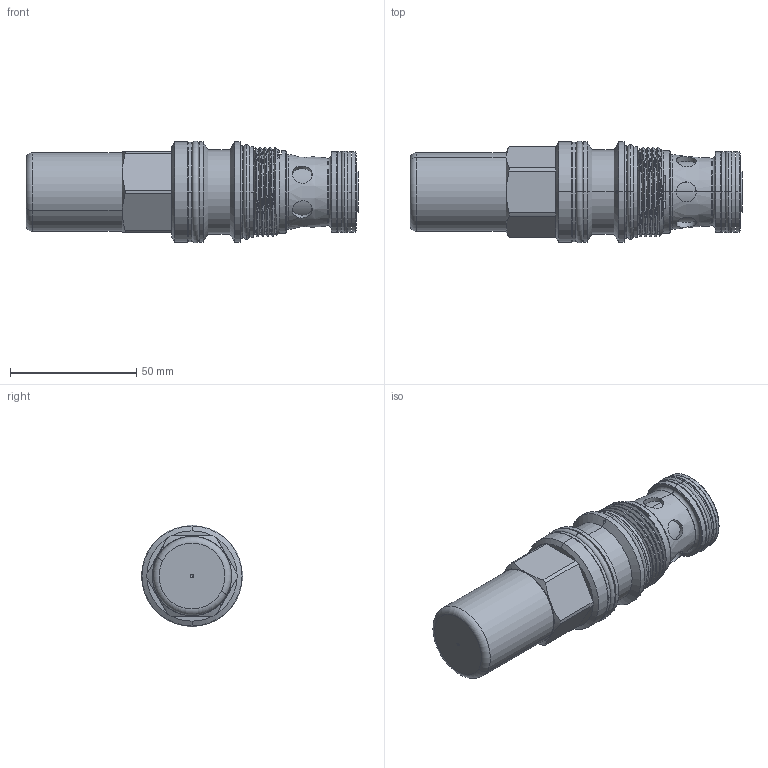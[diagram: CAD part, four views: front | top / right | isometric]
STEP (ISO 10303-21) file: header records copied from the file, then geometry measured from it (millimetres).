
FILE_DESCRIPTION (( 'STEP AP203' ), '1' );
FILE_NAME ('CB17A3B(3D)(3J)-C.STEP', '2020-04-08T06:21:08', ( '' ), ( '' ), 'SwSTEP 2.0', 'SolidWorks 2018', '' );
FILE_SCHEMA (( 'CONFIG_CONTROL_DESIGN' ));
Length unit declared in the file: millimetre
Products named in the file (1): CB17A3B(3D)(3J)-C
Bounding box: 131.59 x 40.39 x 40.39 mm (x, y, z)
Volume: 96162.1 mm3; surface area: 31018.3 mm2
Topology: 6 solids, 6 shells, 271 faces, 610 edges, 369 vertices
Faces by surface type: cylinder 121, plane 59, cone 57, torus 28, bspline 6
Entity records: 10544 total; most frequent: CARTESIAN_POINT 4506, DIRECTION 1294, ORIENTED_EDGE 1216, EDGE_CURVE 608, AXIS2_PLACEMENT_3D 552, VERTEX_POINT 369, EDGE_LOOP 301, CIRCLE 286
